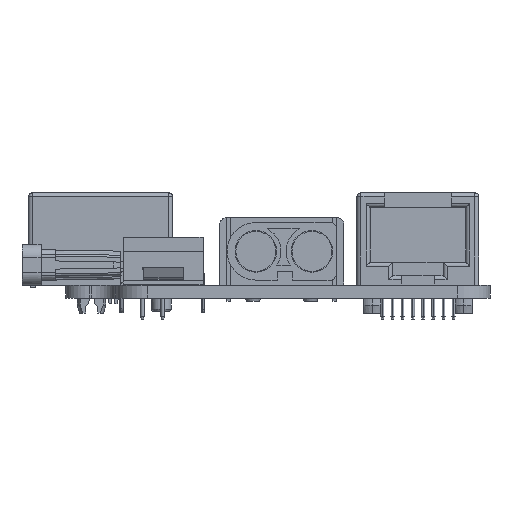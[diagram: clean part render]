
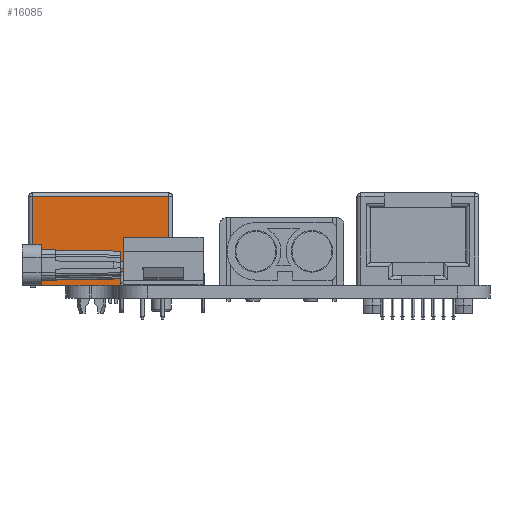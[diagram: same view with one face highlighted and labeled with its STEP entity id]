
A CAD part, left-side view. The second image highlights one B-rep face of the part: STEP entity #16085.
In plain terms, the highlighted face is planar.
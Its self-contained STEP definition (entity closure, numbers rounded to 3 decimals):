
#16085 = ADVANCED_FACE('',(#16086),#16120,.F.);
#16086 = FACE_BOUND('',#16087,.T.);
#16087 = EDGE_LOOP('',(#16088,#16098,#16106,#16114));
#16088 = ORIENTED_EDGE('',*,*,#16089,.T.);
#16089 = EDGE_CURVE('',#16090,#16092,#16094,.T.);
#16090 = VERTEX_POINT('',#16091);
#16091 = CARTESIAN_POINT('',(7.62,0.,7.38));
#16092 = VERTEX_POINT('',#16093);
#16093 = CARTESIAN_POINT('',(7.62,0.,-9.62));
#16094 = LINE('',#16095,#16096);
#16095 = CARTESIAN_POINT('',(7.62,0.,7.88));
#16096 = VECTOR('',#16097,1.);
#16097 = DIRECTION('',(0.,0.,-1.));
#16098 = ORIENTED_EDGE('',*,*,#16099,.T.);
#16099 = EDGE_CURVE('',#16092,#16100,#16102,.T.);
#16100 = VERTEX_POINT('',#16101);
#16101 = CARTESIAN_POINT('',(7.62,11.,-9.62));
#16102 = LINE('',#16103,#16104);
#16103 = CARTESIAN_POINT('',(7.62,11.5,-9.62));
#16104 = VECTOR('',#16105,1.);
#16105 = DIRECTION('',(-0.,1.,-0.));
#16106 = ORIENTED_EDGE('',*,*,#16107,.T.);
#16107 = EDGE_CURVE('',#16100,#16108,#16110,.T.);
#16108 = VERTEX_POINT('',#16109);
#16109 = CARTESIAN_POINT('',(7.62,11.,7.38));
#16110 = LINE('',#16111,#16112);
#16111 = CARTESIAN_POINT('',(7.62,11.,7.88));
#16112 = VECTOR('',#16113,1.);
#16113 = DIRECTION('',(0.,-0.,1.));
#16114 = ORIENTED_EDGE('',*,*,#16115,.T.);
#16115 = EDGE_CURVE('',#16108,#16090,#16116,.T.);
#16116 = LINE('',#16117,#16118);
#16117 = CARTESIAN_POINT('',(7.62,11.5,7.38));
#16118 = VECTOR('',#16119,1.);
#16119 = DIRECTION('',(0.,-1.,0.));
#16120 = PLANE('',#16121);
#16121 = AXIS2_PLACEMENT_3D('',#16122,#16123,#16124);
#16122 = CARTESIAN_POINT('',(7.62,11.5,7.88));
#16123 = DIRECTION('',(-1.,0.,0.));
#16124 = DIRECTION('',(0.,0.,1.));
